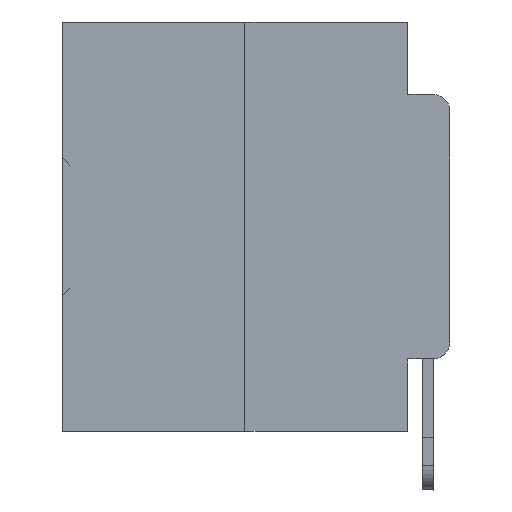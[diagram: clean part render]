
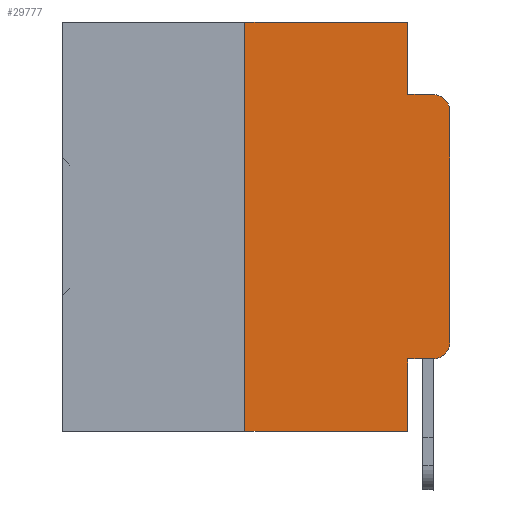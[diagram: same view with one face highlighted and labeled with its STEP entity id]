
A CAD part, left-side view. The second image highlights one B-rep face of the part: STEP entity #29777.
In plain terms, the highlighted planar face has unit normal (-1, 0, 0).
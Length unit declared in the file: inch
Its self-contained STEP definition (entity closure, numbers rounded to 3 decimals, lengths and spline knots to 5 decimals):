
#110 = EDGE_CURVE ( 'NONE', #26045, #15720, #35956, .T. ) ;
#215 = CARTESIAN_POINT ( 'NONE',  ( 0., 0., -0.3915 ) ) ;
#456 = CARTESIAN_POINT ( 'NONE',  ( 0., 0.051, -0.5 ) ) ;
#1989 = VERTEX_POINT ( 'NONE', #17996 ) ;
#2693 = CARTESIAN_POINT ( 'NONE',  ( 0., 0., -0.1085 ) ) ;
#2738 = VECTOR ( 'NONE', #30346, 39.37008 ) ;
#3172 = DIRECTION ( 'NONE',  ( 0., 0., -1. ) ) ;
#3349 = DIRECTION ( 'NONE',  ( 0., 0., -1. ) ) ;
#3792 = DIRECTION ( 'NONE',  ( 0., 0., 1. ) ) ;
#4212 = VECTOR ( 'NONE', #21750, 39.37008 ) ;
#4917 = EDGE_LOOP ( 'NONE', ( #27035, #22979, #11570, #28010, #20742, #35944, #25016, #34549, #19079, #22867 ) ) ;
#5443 = PLANE ( 'NONE',  #14230 ) ;
#5578 = EDGE_CURVE ( 'NONE', #6543, #20639, #35379, .T. ) ;
#6191 = CARTESIAN_POINT ( 'NONE',  ( 0., 0.02, -0.0885 ) ) ;
#6543 = VERTEX_POINT ( 'NONE', #215 ) ;
#6586 = VECTOR ( 'NONE', #3792, 39.37008 ) ;
#6844 = EDGE_CURVE ( 'NONE', #10949, #26278, #19098, .T. ) ;
#7889 = VECTOR ( 'NONE', #30782, 39.37008 ) ;
#8615 = LINE ( 'NONE', #28937, #10658 ) ;
#8892 = CARTESIAN_POINT ( 'NONE',  ( 0., 0.25, 0. ) ) ;
#9009 = EDGE_CURVE ( 'NONE', #26045, #9290, #10606, .T. ) ;
#9290 = VERTEX_POINT ( 'NONE', #456 ) ;
#9603 = CARTESIAN_POINT ( 'NONE',  ( 0., 0., 0. ) ) ;
#9650 = CARTESIAN_POINT ( 'NONE',  ( 0., 0.02, -0.3915 ) ) ;
#10606 = LINE ( 'NONE', #19384, #7889 ) ;
#10658 = VECTOR ( 'NONE', #3349, 39.37008 ) ;
#10877 = DIRECTION ( 'NONE',  ( 0., -1., 0. ) ) ;
#10949 = VERTEX_POINT ( 'NONE', #13243 ) ;
#11004 = AXIS2_PLACEMENT_3D ( 'NONE', #14170, #34706, #34345 ) ;
#11242 = CARTESIAN_POINT ( 'NONE',  ( 0., 0.473, 0. ) ) ;
#11570 = ORIENTED_EDGE ( 'NONE', *, *, #19247, .F. ) ;
#11785 = VECTOR ( 'NONE', #36774, 39.37008 ) ;
#12822 = EDGE_CURVE ( 'NONE', #25225, #10949, #20274, .T. ) ;
#13243 = CARTESIAN_POINT ( 'NONE',  ( 0., 0.25, 0. ) ) ;
#13934 = AXIS2_PLACEMENT_3D ( 'NONE', #9650, #15614, #26980 ) ;
#14069 = CARTESIAN_POINT ( 'NONE',  ( 0., 0.051, 0. ) ) ;
#14170 = CARTESIAN_POINT ( 'NONE',  ( 0., 0.02, -0.1085 ) ) ;
#14230 = AXIS2_PLACEMENT_3D ( 'NONE', #11242, #19648, #3172 ) ;
#14771 = EDGE_CURVE ( 'NONE', #25225, #9290, #19392, .T. ) ;
#15614 = DIRECTION ( 'NONE',  ( -1., 0., 0. ) ) ;
#15720 = VERTEX_POINT ( 'NONE', #27874 ) ;
#17445 = EDGE_CURVE ( 'NONE', #26278, #1989, #8615, .T. ) ;
#17996 = CARTESIAN_POINT ( 'NONE',  ( 0., 0.051, -0.0885 ) ) ;
#18811 = VECTOR ( 'NONE', #25863, 39.37008 ) ;
#19079 = ORIENTED_EDGE ( 'NONE', *, *, #110, .T. ) ;
#19098 = LINE ( 'NONE', #25242, #31639 ) ;
#19247 = EDGE_CURVE ( 'NONE', #1989, #19964, #21569, .T. ) ;
#19335 = CIRCLE ( 'NONE', #11004, 0.02 ) ;
#19384 = CARTESIAN_POINT ( 'NONE',  ( 0., 0.051, 0. ) ) ;
#19392 = LINE ( 'NONE', #36956, #11785 ) ;
#19648 = DIRECTION ( 'NONE',  ( 1., 0., 0. ) ) ;
#19964 = VERTEX_POINT ( 'NONE', #6191 ) ;
#20274 = LINE ( 'NONE', #8892, #18811 ) ;
#20639 = VERTEX_POINT ( 'NONE', #2693 ) ;
#20742 = ORIENTED_EDGE ( 'NONE', *, *, #6844, .F. ) ;
#21059 = CIRCLE ( 'NONE', #13934, 0.02 ) ;
#21569 = LINE ( 'NONE', #23997, #4212 ) ;
#21747 = CARTESIAN_POINT ( 'NONE',  ( 0., 0.051, -0.4115 ) ) ;
#21750 = DIRECTION ( 'NONE',  ( 0., -1., 0. ) ) ;
#22867 = ORIENTED_EDGE ( 'NONE', *, *, #34414, .T. ) ;
#22979 = ORIENTED_EDGE ( 'NONE', *, *, #35500, .T. ) ;
#23997 = CARTESIAN_POINT ( 'NONE',  ( 0., 0.051, -0.0885 ) ) ;
#24489 = CARTESIAN_POINT ( 'NONE',  ( 0., 0.25, -0.5 ) ) ;
#25016 = ORIENTED_EDGE ( 'NONE', *, *, #14771, .T. ) ;
#25225 = VERTEX_POINT ( 'NONE', #24489 ) ;
#25242 = CARTESIAN_POINT ( 'NONE',  ( 0., 0.473, 0. ) ) ;
#25423 = FACE_OUTER_BOUND ( 'NONE', #4917, .T. ) ;
#25863 = DIRECTION ( 'NONE',  ( 0., 0., 1. ) ) ;
#26045 = VERTEX_POINT ( 'NONE', #27174 ) ;
#26278 = VERTEX_POINT ( 'NONE', #14069 ) ;
#26980 = DIRECTION ( 'NONE',  ( 0., 0., -1. ) ) ;
#27035 = ORIENTED_EDGE ( 'NONE', *, *, #5578, .T. ) ;
#27174 = CARTESIAN_POINT ( 'NONE',  ( 0., 0.051, -0.4115 ) ) ;
#27874 = CARTESIAN_POINT ( 'NONE',  ( 0., 0.02, -0.4115 ) ) ;
#28010 = ORIENTED_EDGE ( 'NONE', *, *, #17445, .F. ) ;
#28937 = CARTESIAN_POINT ( 'NONE',  ( 0., 0.051, 0. ) ) ;
#29777 = ADVANCED_FACE ( 'NONE', ( #25423 ), #5443, .F. ) ;
#30346 = DIRECTION ( 'NONE',  ( 0., -1., 0. ) ) ;
#30782 = DIRECTION ( 'NONE',  ( 0., 0., -1. ) ) ;
#31639 = VECTOR ( 'NONE', #10877, 39.37008 ) ;
#34345 = DIRECTION ( 'NONE',  ( 0., 0., -1. ) ) ;
#34414 = EDGE_CURVE ( 'NONE', #15720, #6543, #21059, .T. ) ;
#34549 = ORIENTED_EDGE ( 'NONE', *, *, #9009, .F. ) ;
#34706 = DIRECTION ( 'NONE',  ( -1., 0., 0. ) ) ;
#35379 = LINE ( 'NONE', #9603, #6586 ) ;
#35500 = EDGE_CURVE ( 'NONE', #20639, #19964, #19335, .T. ) ;
#35944 = ORIENTED_EDGE ( 'NONE', *, *, #12822, .F. ) ;
#35956 = LINE ( 'NONE', #21747, #2738 ) ;
#36774 = DIRECTION ( 'NONE',  ( 0., -1., 0. ) ) ;
#36956 = CARTESIAN_POINT ( 'NONE',  ( 0., 0.473, -0.5 ) ) ;
